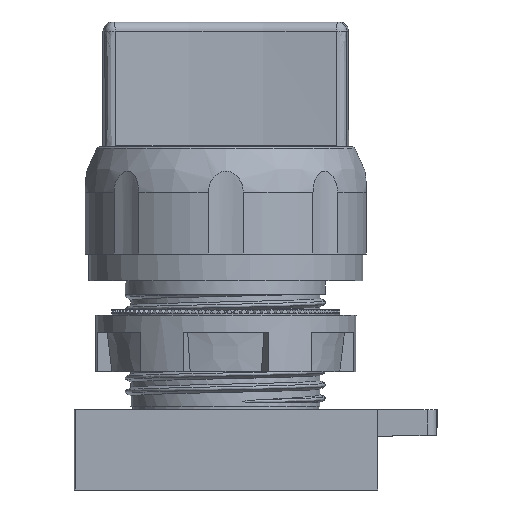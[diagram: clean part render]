
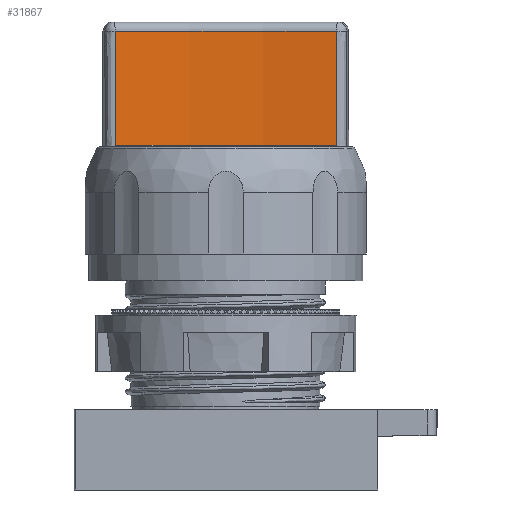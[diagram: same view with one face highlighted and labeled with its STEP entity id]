
A CAD part, front view. The second image highlights one B-rep face of the part: STEP entity #31867.
In plain terms, the highlighted conical face has half-angle 0.5 degrees and reference radius 87.5 mm.
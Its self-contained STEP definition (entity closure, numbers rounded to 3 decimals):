
#89=CONICAL_SURFACE('',#34628,87.5,0.009);
#3184=FACE_OUTER_BOUND('',#4911,.T.);
#4911=EDGE_LOOP('',(#28075,#28076,#28077,#28078,#28079,#28080,#28081,#28082));
#6061=CIRCLE('',#34607,87.491);
#6075=CIRCLE('',#34629,87.378);
#6076=CIRCLE('',#34630,87.382);
#6077=CIRCLE('',#34631,87.378);
#6169=B_SPLINE_CURVE_WITH_KNOTS('',3,(#49328,#49329,#49330,#49331),
 .UNSPECIFIED.,.F.,.F.,(4,4),(0.199,1.5),
 .UNSPECIFIED.);
#6507=B_SPLINE_CURVE_WITH_KNOTS('',3,(#62854,#62855,#62856,#62857),
 .UNSPECIFIED.,.F.,.F.,(4,4),(0.099,1.4),
 .UNSPECIFIED.);
#6508=B_SPLINE_CURVE_WITH_KNOTS('',3,(#62861,#62862,#62863,#62864),
 .UNSPECIFIED.,.F.,.F.,(4,4),(96.486,96.536),
 .UNSPECIFIED.);
#6509=B_SPLINE_CURVE_WITH_KNOTS('',3,(#62868,#62869,#62870,#62871),
 .UNSPECIFIED.,.F.,.F.,(4,4),(98.513,98.563),
 .UNSPECIFIED.);
#13070=VERTEX_POINT('',#49325);
#13071=VERTEX_POINT('',#49327);
#14803=VERTEX_POINT('',#62826);
#14807=VERTEX_POINT('',#62853);
#14808=VERTEX_POINT('',#62858);
#14809=VERTEX_POINT('',#62860);
#14810=VERTEX_POINT('',#62865);
#14811=VERTEX_POINT('',#62867);
#16535=EDGE_CURVE('',#13070,#13071,#6169,.T.);
#19239=EDGE_CURVE('',#14803,#13070,#6061,.T.);
#19253=EDGE_CURVE('',#14807,#14803,#6507,.T.);
#19254=EDGE_CURVE('',#14808,#14807,#6075,.T.);
#19255=EDGE_CURVE('',#14808,#14809,#6508,.T.);
#19256=EDGE_CURVE('',#14810,#14809,#6076,.T.);
#19257=EDGE_CURVE('',#14810,#14811,#6509,.T.);
#19258=EDGE_CURVE('',#13071,#14811,#6077,.T.);
#28075=ORIENTED_EDGE('',*,*,#19239,.F.);
#28076=ORIENTED_EDGE('',*,*,#19253,.F.);
#28077=ORIENTED_EDGE('',*,*,#19254,.F.);
#28078=ORIENTED_EDGE('',*,*,#19255,.T.);
#28079=ORIENTED_EDGE('',*,*,#19256,.F.);
#28080=ORIENTED_EDGE('',*,*,#19257,.T.);
#28081=ORIENTED_EDGE('',*,*,#19258,.F.);
#28082=ORIENTED_EDGE('',*,*,#16535,.F.);
#31867=ADVANCED_FACE('',(#3184),#89,.F.);
#34607=AXIS2_PLACEMENT_3D('',#62828,#42805,#42806);
#34628=AXIS2_PLACEMENT_3D('',#62852,#42847,#42848);
#34629=AXIS2_PLACEMENT_3D('',#62859,#42849,#42850);
#34630=AXIS2_PLACEMENT_3D('',#62866,#42851,#42852);
#34631=AXIS2_PLACEMENT_3D('',#62872,#42853,#42854);
#42805=DIRECTION('center_axis',(0.,0.,
-1.));
#42806=DIRECTION('ref_axis',(0.001,1.,0.));
#42847=DIRECTION('center_axis',(0.,0.,
1.));
#42848=DIRECTION('ref_axis',(-0.149,-0.989,0.));
#42849=DIRECTION('center_axis',(0.,0.,
1.));
#42850=DIRECTION('ref_axis',(-0.149,-0.989,0.));
#42851=DIRECTION('center_axis',(0.,0.,
1.));
#42852=DIRECTION('ref_axis',(-0.149,-0.989,0.));
#42853=DIRECTION('center_axis',(0.,0.,
1.));
#42854=DIRECTION('ref_axis',(-0.149,-0.989,0.));
#49325=CARTESIAN_POINT('',(12.097,-3.356,25.184));
#49327=CARTESIAN_POINT('',(12.075,-3.468,12.175));
#49328=CARTESIAN_POINT('Ctrl Pts',(12.097,-3.356,25.184));
#49329=CARTESIAN_POINT('Ctrl Pts',(12.09,-3.393,20.847));
#49330=CARTESIAN_POINT('Ctrl Pts',(12.083,-3.43,16.511));
#49331=CARTESIAN_POINT('Ctrl Pts',(12.075,-3.468,12.175));
#62826=CARTESIAN_POINT('',(-12.101,-3.343,25.184));
#62828=CARTESIAN_POINT('Origin',(-0.05,-90.,
25.184));
#62852=CARTESIAN_POINT('Origin',(-0.05,-90.,26.175));
#62853=CARTESIAN_POINT('',(-12.079,-3.454,12.175));
#62854=CARTESIAN_POINT('Ctrl Pts',(-12.079,-3.454,
12.175));
#62855=CARTESIAN_POINT('Ctrl Pts',(-12.087,-3.417,
16.511));
#62856=CARTESIAN_POINT('Ctrl Pts',(-12.094,-3.38,20.847));
#62857=CARTESIAN_POINT('Ctrl Pts',(-12.101,-3.343,25.184));
#62858=CARTESIAN_POINT('',(-12.016,-3.445,12.175));
#62859=CARTESIAN_POINT('Origin',(-0.05,-90.,12.175));
#62860=CARTESIAN_POINT('',(-12.017,-3.441,12.704));
#62861=CARTESIAN_POINT('Ctrl Pts',(-12.016,-3.445,
12.175));
#62862=CARTESIAN_POINT('Ctrl Pts',(-12.016,-3.444,
12.351));
#62863=CARTESIAN_POINT('Ctrl Pts',(-12.017,-3.442,
12.528));
#62864=CARTESIAN_POINT('Ctrl Pts',(-12.017,-3.441,
12.704));
#62865=CARTESIAN_POINT('',(12.013,-3.454,12.704));
#62866=CARTESIAN_POINT('Origin',(-0.05,-90.,12.704));
#62867=CARTESIAN_POINT('',(12.012,-3.459,12.175));
#62868=CARTESIAN_POINT('Ctrl Pts',(12.013,-3.454,12.704));
#62869=CARTESIAN_POINT('Ctrl Pts',(12.013,-3.456,12.528));
#62870=CARTESIAN_POINT('Ctrl Pts',(12.012,-3.457,12.351));
#62871=CARTESIAN_POINT('Ctrl Pts',(12.012,-3.459,12.175));
#62872=CARTESIAN_POINT('Origin',(-0.05,-90.,12.175));
